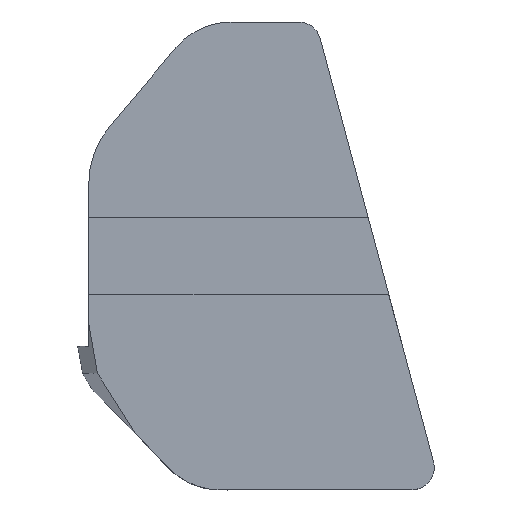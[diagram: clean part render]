
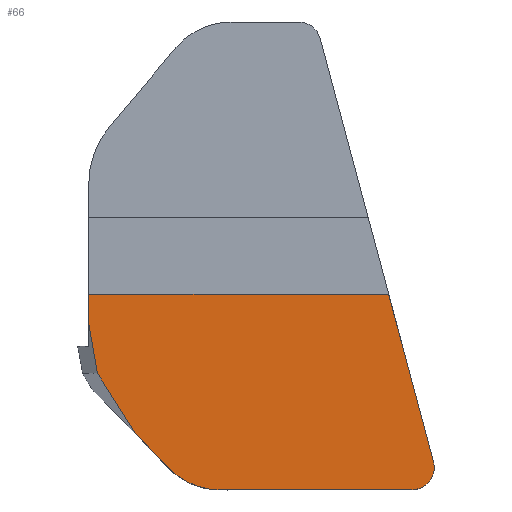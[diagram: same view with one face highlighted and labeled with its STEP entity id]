
A CAD part, top view. The second image highlights one B-rep face of the part: STEP entity #66.
In plain terms, the highlighted planar face has unit normal (0, 0, 1).
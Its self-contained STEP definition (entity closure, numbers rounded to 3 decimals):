
#48=CIRCLE('',#814,16.);
#49=CIRCLE('',#815,5.);
#66=ADVANCED_FACE('',(#135),#106,.T.);
#106=PLANE('',#816);
#135=FACE_OUTER_BOUND('',#175,.T.);
#175=EDGE_LOOP('',(#247,#248,#249,#250,#251,#252,#253,#254,#255,#256));
#247=ORIENTED_EDGE('',*,*,#528,.F.);
#248=ORIENTED_EDGE('',*,*,#529,.T.);
#249=ORIENTED_EDGE('',*,*,#516,.F.);
#250=ORIENTED_EDGE('',*,*,#530,.T.);
#251=ORIENTED_EDGE('',*,*,#531,.T.);
#252=ORIENTED_EDGE('',*,*,#532,.T.);
#253=ORIENTED_EDGE('',*,*,#533,.T.);
#254=ORIENTED_EDGE('',*,*,#534,.F.);
#255=ORIENTED_EDGE('',*,*,#535,.T.);
#256=ORIENTED_EDGE('',*,*,#536,.F.);
#447=VERTEX_POINT('',#1124);
#448=VERTEX_POINT('',#1126);
#456=VERTEX_POINT('',#1149);
#457=VERTEX_POINT('',#1150);
#458=VERTEX_POINT('',#1153);
#459=VERTEX_POINT('',#1155);
#460=VERTEX_POINT('',#1157);
#461=VERTEX_POINT('',#1159);
#462=VERTEX_POINT('',#1161);
#463=VERTEX_POINT('',#1163);
#516=EDGE_CURVE('',#447,#448,#622,.T.);
#528=EDGE_CURVE('',#456,#457,#633,.T.);
#529=EDGE_CURVE('',#456,#448,#634,.T.);
#530=EDGE_CURVE('',#447,#458,#635,.T.);
#531=EDGE_CURVE('',#458,#459,#636,.T.);
#532=EDGE_CURVE('',#459,#460,#637,.T.);
#533=EDGE_CURVE('',#460,#461,#48,.T.);
#534=EDGE_CURVE('',#462,#461,#638,.T.);
#535=EDGE_CURVE('',#462,#463,#49,.T.);
#536=EDGE_CURVE('',#457,#463,#639,.T.);
#622=LINE('',#1125,#705);
#633=LINE('',#1148,#716);
#634=LINE('',#1151,#717);
#635=LINE('',#1152,#718);
#636=LINE('',#1154,#719);
#637=LINE('',#1156,#720);
#638=LINE('',#1160,#721);
#639=LINE('',#1164,#722);
#705=VECTOR('',#896,1.);
#716=VECTOR('',#915,1.);
#717=VECTOR('',#916,1.);
#718=VECTOR('',#917,1.);
#719=VECTOR('',#918,1.);
#720=VECTOR('',#919,1.);
#721=VECTOR('',#922,1.);
#722=VECTOR('',#925,1.);
#814=AXIS2_PLACEMENT_3D('',#1158,#920,#921);
#815=AXIS2_PLACEMENT_3D('',#1162,#923,#924);
#816=AXIS2_PLACEMENT_3D('',#1165,#926,#927);
#896=DIRECTION('',(0.,1.,0.));
#915=DIRECTION('',(0.,1.,0.));
#916=DIRECTION('',(-1.,0.,0.));
#917=DIRECTION('',(0.174,-0.985,0.));
#918=DIRECTION('',(0.531,-0.848,0.));
#919=DIRECTION('',(0.695,-0.719,0.));
#920=DIRECTION('',(0.,0.,1.));
#921=DIRECTION('',(1.,0.,0.));
#922=DIRECTION('',(-1.,0.,0.));
#923=DIRECTION('',(0.,0.,1.));
#924=DIRECTION('',(1.,0.,0.));
#925=DIRECTION('',(0.259,-0.966,0.));
#926=DIRECTION('',(0.,0.,1.));
#927=DIRECTION('',(0.,-1.,0.));
#1124=CARTESIAN_POINT('',(-65.,-15.101,0.));
#1125=CARTESIAN_POINT('',(-65.,-10.,0.));
#1126=CARTESIAN_POINT('',(-65.,-8.5,0.));
#1148=CARTESIAN_POINT('',(1.671,-8.5,0.));
#1149=CARTESIAN_POINT('',(1.671,-8.5,0.));
#1150=CARTESIAN_POINT('',(1.671,-8.475,0.));
#1151=CARTESIAN_POINT('',(1.671,-8.5,0.));
#1152=CARTESIAN_POINT('',(-66.115,-8.777,0.));
#1153=CARTESIAN_POINT('',(-63.078,-26.,0.));
#1154=CARTESIAN_POINT('',(-72.99,-10.163,0.));
#1155=CARTESIAN_POINT('',(-54.602,-39.544,0.));
#1156=CARTESIAN_POINT('',(-69.158,-24.471,0.));
#1157=CARTESIAN_POINT('',(-47.291,-47.115,0.));
#1158=CARTESIAN_POINT('',(-35.781,-36.,0.));
#1159=CARTESIAN_POINT('',(-35.781,-52.,0.));
#1160=CARTESIAN_POINT('',(13.333,-52.,0.));
#1161=CARTESIAN_POINT('',(6.817,-52.,0.));
#1162=CARTESIAN_POINT('',(6.817,-47.,0.));
#1163=CARTESIAN_POINT('',(11.647,-45.706,0.));
#1164=CARTESIAN_POINT('',(-14.533,52.,0.));
#1165=CARTESIAN_POINT('',(-73.05,-10.,0.));
